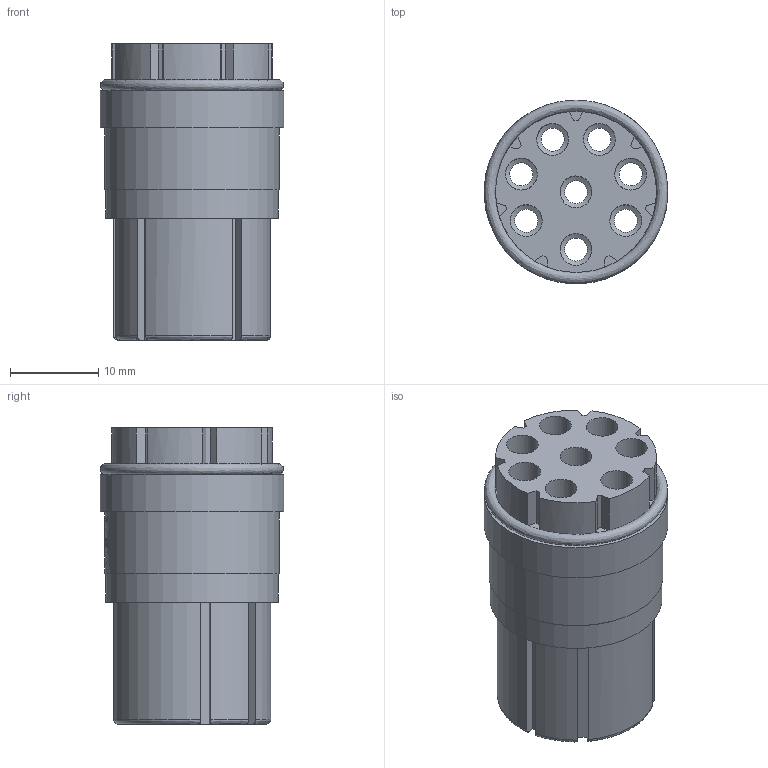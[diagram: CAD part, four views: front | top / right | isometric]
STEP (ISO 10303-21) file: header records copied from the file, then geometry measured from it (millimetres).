
FILE_DESCRIPTION(/* description */ (''),/* implementation_level */ '2;1');
FILE_NAME(/* name */ '100711968ugm000_a.stp',/* time_stamp */ '2017-02-28T08:45:48+01:00',/* author */ (''),/* organization */ (''),/* preprocessor_version */ 'ST-DEVELOPER v16',/* originating_system */ 'SIEMENS PLM Software NX 10.0',/* authorisation */ '');
FILE_SCHEMA (('AUTOMOTIVE_DESIGN { 1 0 10303 214 3 1 1 1 }'));
Length unit declared in the file: millimetre
Products named in the file (1): 100711968ugm000_a
Bounding box: 20.8 x 20.8 x 33.5 mm (x, y, z)
Volume: 7058.1 mm3; surface area: 5639.4 mm2
Topology: 1 solids, 2 shells, 122 faces, 438 edges, 426 vertices
Faces by surface type: plane 58, cylinder 49, cone 8, bspline 7
Full cylindrical faces by diameter (mm): 2.6 x8, 3 x8, 3.6 x8, 18.2 x2, 19.5 x1, 19.7 x1, 20.8 x1
Entity records: 6816 total; most frequent: CARTESIAN_POINT 2969, DIRECTION 696, ORIENTED_EDGE 604, EDGE_CURVE 302, AXIS2_PLACEMENT_3D 261, VERTEX_POINT 249, EDGE_LOOP 205, LINE 174
